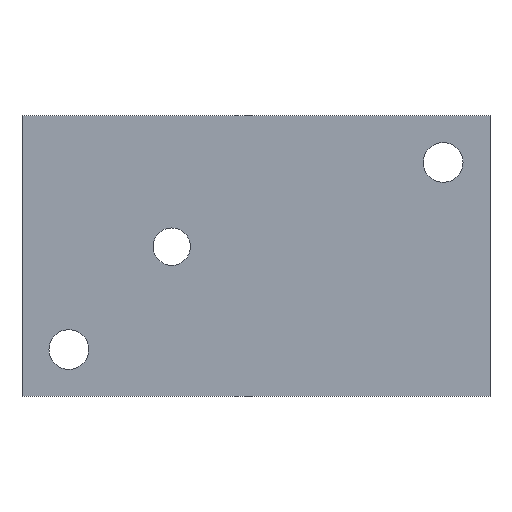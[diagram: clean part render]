
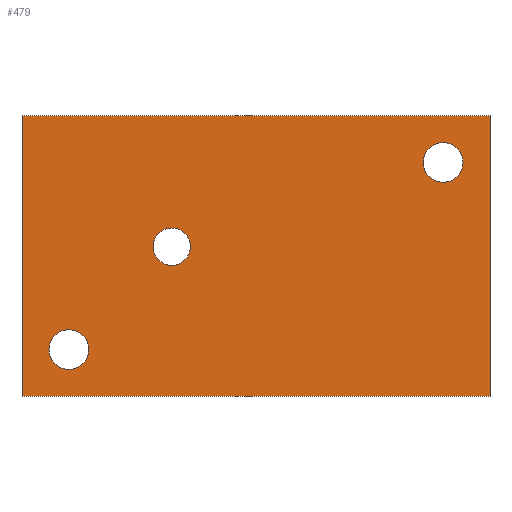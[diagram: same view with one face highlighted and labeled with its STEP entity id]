
A CAD part, front view. The second image highlights one B-rep face of the part: STEP entity #479.
In plain terms, the highlighted planar face has unit normal (0, -1, 0).
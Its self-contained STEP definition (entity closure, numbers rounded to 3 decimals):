
#1 = ORIENTED_EDGE ( 'NONE', *, *, #32, .F. ) ;
#5 = EDGE_CURVE ( 'NONE', #462, #19, #118, .T. ) ;
#8 = EDGE_LOOP ( 'NONE', ( #1, #474, #66, #45 ) ) ;
#14 = VERTEX_POINT ( 'NONE', #259 ) ;
#15 = EDGE_CURVE ( 'NONE', #14, #426, #260, .T. ) ;
#19 = VERTEX_POINT ( 'NONE', #269 ) ;
#31 = VERTEX_POINT ( 'NONE', #348 ) ;
#32 = EDGE_CURVE ( 'NONE', #426, #127, #377, .T. ) ;
#34 = ORIENTED_EDGE ( 'NONE', *, *, #162, .F. ) ;
#35 = ORIENTED_EDGE ( 'NONE', *, *, #74, .F. ) ;
#45 = ORIENTED_EDGE ( 'NONE', *, *, #478, .F. ) ;
#46 = EDGE_LOOP ( 'NONE', ( #35, #338 ) ) ;
#66 = ORIENTED_EDGE ( 'NONE', *, *, #487, .F. ) ;
#74 = EDGE_CURVE ( 'NONE', #19, #462, #204, .T. ) ;
#77 = CARTESIAN_POINT ( 'NONE',  ( -18., 0., 6. ) ) ;
#78 = CARTESIAN_POINT ( 'NONE',  ( 40., 0., 24.25 ) ) ;
#118 = CIRCLE ( 'NONE', #119, 4. ) ;
#119 = AXIS2_PLACEMENT_3D ( 'NONE', #120, #121, #122 ) ;
#120 = CARTESIAN_POINT ( 'NONE',  ( -18., 0., 2. ) ) ;
#121 = DIRECTION ( 'NONE',  ( 0., -1., 0. ) ) ;
#122 = DIRECTION ( 'NONE',  ( 0., 0., -1. ) ) ;
#127 = VERTEX_POINT ( 'NONE', #254 ) ;
#162 = EDGE_CURVE ( 'NONE', #463, #234, #270, .T. ) ;
#199 = ORIENTED_EDGE ( 'NONE', *, *, #408, .F. ) ;
#204 = CIRCLE ( 'NONE', #205, 4. ) ;
#205 = AXIS2_PLACEMENT_3D ( 'NONE', #206, #207, #208 ) ;
#206 = CARTESIAN_POINT ( 'NONE',  ( -18., 0., 2. ) ) ;
#207 = DIRECTION ( 'NONE',  ( 0., -1., 0. ) ) ;
#208 = DIRECTION ( 'NONE',  ( 0., 0., -1. ) ) ;
#210 = LINE ( 'NONE', #211, #212 ) ;
#211 = CARTESIAN_POINT ( 'NONE',  ( -50., 0., 30. ) ) ;
#212 = VECTOR ( 'NONE', #213, 1000. ) ;
#213 = DIRECTION ( 'NONE',  ( 1., 0., 0. ) ) ;
#214 = FACE_BOUND ( 'NONE', #46, .T. ) ;
#215 = FACE_BOUND ( 'NONE', #467, .T. ) ;
#216 = VERTEX_POINT ( 'NONE', #302 ) ;
#217 = FACE_BOUND ( 'NONE', #374, .T. ) ;
#218 = FACE_OUTER_BOUND ( 'NONE', #8, .T. ) ;
#234 = VERTEX_POINT ( 'NONE', #326 ) ;
#236 = PLANE ( 'NONE',  #237 ) ;
#237 = AXIS2_PLACEMENT_3D ( 'NONE', #238, #239, #240 ) ;
#238 = CARTESIAN_POINT ( 'NONE',  ( -50., 0., 30. ) ) ;
#239 = DIRECTION ( 'NONE',  ( 0., 1., 0. ) ) ;
#240 = DIRECTION ( 'NONE',  ( 0., 0., 1. ) ) ;
#241 = CIRCLE ( 'NONE', #242, 4.25 ) ;
#242 = AXIS2_PLACEMENT_3D ( 'NONE', #243, #244, #245 ) ;
#243 = CARTESIAN_POINT ( 'NONE',  ( 40., 0., 20. ) ) ;
#244 = DIRECTION ( 'NONE',  ( 0., -1., 0. ) ) ;
#245 = DIRECTION ( 'NONE',  ( 0., 0., -1. ) ) ;
#254 = CARTESIAN_POINT ( 'NONE',  ( -50., 0., 30. ) ) ;
#259 = CARTESIAN_POINT ( 'NONE',  ( 50., 0., -30. ) ) ;
#260 = LINE ( 'NONE', #261, #262 ) ;
#261 = CARTESIAN_POINT ( 'NONE',  ( -50., 0., -30. ) ) ;
#262 = VECTOR ( 'NONE', #263, 1000. ) ;
#263 = DIRECTION ( 'NONE',  ( -1., 0., 0. ) ) ;
#269 = CARTESIAN_POINT ( 'NONE',  ( -18., 0., -2. ) ) ;
#270 = CIRCLE ( 'NONE', #271, 4.25 ) ;
#271 = AXIS2_PLACEMENT_3D ( 'NONE', #272, #273, #274 ) ;
#272 = CARTESIAN_POINT ( 'NONE',  ( 40., 0., 20. ) ) ;
#273 = DIRECTION ( 'NONE',  ( 0., -1., 0. ) ) ;
#274 = DIRECTION ( 'NONE',  ( 0., 0., -1. ) ) ;
#302 = CARTESIAN_POINT ( 'NONE',  ( -40., 0., -15.75 ) ) ;
#326 = CARTESIAN_POINT ( 'NONE',  ( 40., 0., 15.75 ) ) ;
#327 = LINE ( 'NONE', #328, #329 ) ;
#328 = CARTESIAN_POINT ( 'NONE',  ( 50., 0., -30. ) ) ;
#329 = VECTOR ( 'NONE', #330, 1000. ) ;
#330 = DIRECTION ( 'NONE',  ( 0., 0., -1. ) ) ;
#337 = EDGE_CURVE ( 'NONE', #31, #216, #349, .T. ) ;
#338 = ORIENTED_EDGE ( 'NONE', *, *, #5, .F. ) ;
#348 = CARTESIAN_POINT ( 'NONE',  ( -40., 0., -24.25 ) ) ;
#349 = CIRCLE ( 'NONE', #350, 4.25 ) ;
#350 = AXIS2_PLACEMENT_3D ( 'NONE', #351, #352, #353 ) ;
#351 = CARTESIAN_POINT ( 'NONE',  ( -40., 0., -20. ) ) ;
#352 = DIRECTION ( 'NONE',  ( 0., -1., 0. ) ) ;
#353 = DIRECTION ( 'NONE',  ( 0., 0., -1. ) ) ;
#355 = ORIENTED_EDGE ( 'NONE', *, *, #480, .F. ) ;
#374 = EDGE_LOOP ( 'NONE', ( #476, #199 ) ) ;
#377 = LINE ( 'NONE', #378, #379 ) ;
#378 = CARTESIAN_POINT ( 'NONE',  ( -50., 0., -30. ) ) ;
#379 = VECTOR ( 'NONE', #380, 1000. ) ;
#380 = DIRECTION ( 'NONE',  ( 0., 0., 1. ) ) ;
#408 = EDGE_CURVE ( 'NONE', #216, #31, #412, .T. ) ;
#412 = CIRCLE ( 'NONE', #413, 4.25 ) ;
#413 = AXIS2_PLACEMENT_3D ( 'NONE', #414, #415, #416 ) ;
#414 = CARTESIAN_POINT ( 'NONE',  ( -40., 0., -20. ) ) ;
#415 = DIRECTION ( 'NONE',  ( 0., -1., 0. ) ) ;
#416 = DIRECTION ( 'NONE',  ( 0., 0., -1. ) ) ;
#421 = CARTESIAN_POINT ( 'NONE',  ( 50., 0., 30. ) ) ;
#422 = CARTESIAN_POINT ( 'NONE',  ( -50., 0., -30. ) ) ;
#426 = VERTEX_POINT ( 'NONE', #422 ) ;
#462 = VERTEX_POINT ( 'NONE', #77 ) ;
#463 = VERTEX_POINT ( 'NONE', #78 ) ;
#467 = EDGE_LOOP ( 'NONE', ( #355, #34 ) ) ;
#474 = ORIENTED_EDGE ( 'NONE', *, *, #15, .F. ) ;
#476 = ORIENTED_EDGE ( 'NONE', *, *, #337, .F. ) ;
#478 = EDGE_CURVE ( 'NONE', #127, #497, #210, .T. ) ;
#479 = ADVANCED_FACE ( 'NONE', ( #214, #215, #217, #218 ), #236, .F. ) ;
#480 = EDGE_CURVE ( 'NONE', #234, #463, #241, .T. ) ;
#487 = EDGE_CURVE ( 'NONE', #497, #14, #327, .T. ) ;
#497 = VERTEX_POINT ( 'NONE', #421 ) ;
